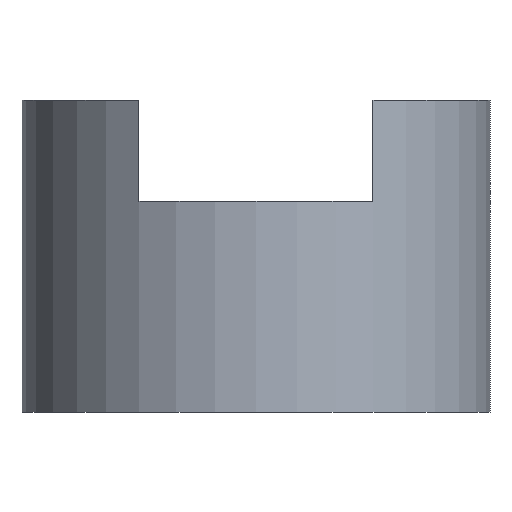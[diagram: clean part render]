
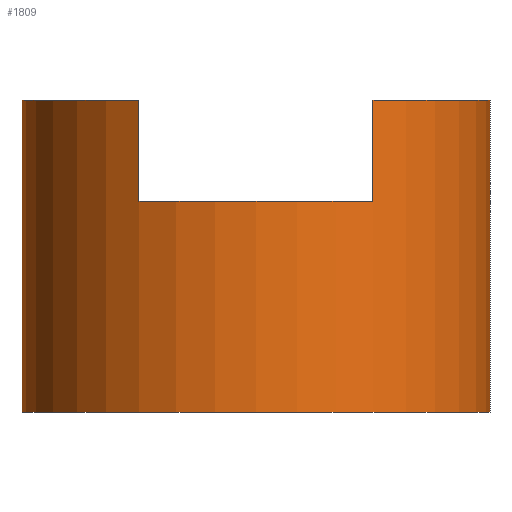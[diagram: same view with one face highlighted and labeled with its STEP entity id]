
A CAD part, front view. The second image highlights one B-rep face of the part: STEP entity #1809.
In plain terms, the highlighted cylindrical face has radius 7.5 mm (diameter 15 mm), a partial arc.
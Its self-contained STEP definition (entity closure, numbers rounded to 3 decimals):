
#33 = DIRECTION ( 'NONE',  ( 0., 0., -1. ) ) ;
#72 = LINE ( 'NONE', #4034, #3604 ) ;
#117 = ORIENTED_EDGE ( 'NONE', *, *, #1602, .F. ) ;
#186 = DIRECTION ( 'NONE',  ( 1., 0., 0. ) ) ;
#233 = AXIS2_PLACEMENT_3D ( 'NONE', #4060, #3699, #3653 ) ;
#348 = ORIENTED_EDGE ( 'NONE', *, *, #3125, .F. ) ;
#356 = VERTEX_POINT ( 'NONE', #2560 ) ;
#389 = DIRECTION ( 'NONE',  ( 0., 0., -1. ) ) ;
#483 = FACE_OUTER_BOUND ( 'NONE', #1951, .T. ) ;
#541 = CARTESIAN_POINT ( 'NONE',  ( 0., 0., 5. ) ) ;
#563 = AXIS2_PLACEMENT_3D ( 'NONE', #541, #1855, #3236 ) ;
#780 = VECTOR ( 'NONE', #389, 1000. ) ;
#792 = CARTESIAN_POINT ( 'NONE',  ( -3.75, -6.495, 5. ) ) ;
#833 = VECTOR ( 'NONE', #3394, 1000. ) ;
#881 = CARTESIAN_POINT ( 'NONE',  ( 0., 0., 5. ) ) ;
#1011 = EDGE_CURVE ( 'NONE', #2520, #3480, #2402, .T. ) ;
#1139 = ORIENTED_EDGE ( 'NONE', *, *, #3989, .F. ) ;
#1221 = ORIENTED_EDGE ( 'NONE', *, *, #2101, .T. ) ;
#1286 = CARTESIAN_POINT ( 'NONE',  ( 7.5, 0., 5. ) ) ;
#1424 = CARTESIAN_POINT ( 'NONE',  ( -3.75, -6.495, 1.75 ) ) ;
#1596 = EDGE_CURVE ( 'NONE', #1657, #2879, #2890, .T. ) ;
#1602 = EDGE_CURVE ( 'NONE', #1917, #3480, #1805, .T. ) ;
#1657 = VERTEX_POINT ( 'NONE', #2731 ) ;
#1685 = LINE ( 'NONE', #3004, #780 ) ;
#1694 = ORIENTED_EDGE ( 'NONE', *, *, #1596, .F. ) ;
#1805 = CIRCLE ( 'NONE', #563, 7.5 ) ;
#1809 = ADVANCED_FACE ( 'NONE', ( #483 ), #2838, .T. ) ;
#1820 = AXIS2_PLACEMENT_3D ( 'NONE', #1834, #2499, #186 ) ;
#1834 = CARTESIAN_POINT ( 'NONE',  ( 0., 0., 1.75 ) ) ;
#1855 = DIRECTION ( 'NONE',  ( 0., 0., 1. ) ) ;
#1861 = ORIENTED_EDGE ( 'NONE', *, *, #2940, .T. ) ;
#1917 = VERTEX_POINT ( 'NONE', #2277 ) ;
#1943 = DIRECTION ( 'NONE',  ( 0., 0., -1. ) ) ;
#1951 = EDGE_LOOP ( 'NONE', ( #1694, #1139, #1861, #348, #2832, #117, #2666, #1221 ) ) ;
#1955 = CIRCLE ( 'NONE', #1820, 7.5 ) ;
#1985 = CARTESIAN_POINT ( 'NONE',  ( 7.5, 0., -5. ) ) ;
#2101 = EDGE_CURVE ( 'NONE', #3172, #2879, #3953, .T. ) ;
#2149 = VERTEX_POINT ( 'NONE', #3012 ) ;
#2151 = CARTESIAN_POINT ( 'NONE',  ( 0., 0., 5. ) ) ;
#2165 = CIRCLE ( 'NONE', #2432, 7.5 ) ;
#2207 = DIRECTION ( 'NONE',  ( 1., 0., 0. ) ) ;
#2277 = CARTESIAN_POINT ( 'NONE',  ( -7.5, 0., 5. ) ) ;
#2402 = LINE ( 'NONE', #3718, #833 ) ;
#2432 = AXIS2_PLACEMENT_3D ( 'NONE', #881, #2829, #2207 ) ;
#2492 = DIRECTION ( 'NONE',  ( -1., 0., 0. ) ) ;
#2499 = DIRECTION ( 'NONE',  ( 0., 0., 1. ) ) ;
#2520 = VERTEX_POINT ( 'NONE', #1424 ) ;
#2560 = CARTESIAN_POINT ( 'NONE',  ( 3.75, -6.495, 5. ) ) ;
#2666 = ORIENTED_EDGE ( 'NONE', *, *, #2938, .T. ) ;
#2731 = CARTESIAN_POINT ( 'NONE',  ( 7.5, 0., 5. ) ) ;
#2829 = DIRECTION ( 'NONE',  ( 0., 0., 1. ) ) ;
#2832 = ORIENTED_EDGE ( 'NONE', *, *, #1011, .T. ) ;
#2838 = CYLINDRICAL_SURFACE ( 'NONE', #3117, 7.5 ) ;
#2879 = VERTEX_POINT ( 'NONE', #1985 ) ;
#2890 = LINE ( 'NONE', #1286, #3663 ) ;
#2938 = EDGE_CURVE ( 'NONE', #1917, #3172, #1685, .T. ) ;
#2940 = EDGE_CURVE ( 'NONE', #356, #2149, #72, .T. ) ;
#3004 = CARTESIAN_POINT ( 'NONE',  ( -7.5, 0., 5. ) ) ;
#3012 = CARTESIAN_POINT ( 'NONE',  ( 3.75, -6.495, 1.75 ) ) ;
#3117 = AXIS2_PLACEMENT_3D ( 'NONE', #2151, #4174, #2492 ) ;
#3125 = EDGE_CURVE ( 'NONE', #2520, #2149, #1955, .T. ) ;
#3172 = VERTEX_POINT ( 'NONE', #4244 ) ;
#3236 = DIRECTION ( 'NONE',  ( 1., 0., 0. ) ) ;
#3394 = DIRECTION ( 'NONE',  ( 0., 0., 1. ) ) ;
#3480 = VERTEX_POINT ( 'NONE', #792 ) ;
#3604 = VECTOR ( 'NONE', #33, 1000. ) ;
#3653 = DIRECTION ( 'NONE',  ( 1., 0., 0. ) ) ;
#3663 = VECTOR ( 'NONE', #1943, 1000. ) ;
#3699 = DIRECTION ( 'NONE',  ( 0., 0., 1. ) ) ;
#3718 = CARTESIAN_POINT ( 'NONE',  ( -3.75, -6.495, 5. ) ) ;
#3953 = CIRCLE ( 'NONE', #233, 7.5 ) ;
#3989 = EDGE_CURVE ( 'NONE', #356, #1657, #2165, .T. ) ;
#4034 = CARTESIAN_POINT ( 'NONE',  ( 3.75, -6.495, 5. ) ) ;
#4060 = CARTESIAN_POINT ( 'NONE',  ( 0., 0., -5. ) ) ;
#4174 = DIRECTION ( 'NONE',  ( 0., 0., -1. ) ) ;
#4244 = CARTESIAN_POINT ( 'NONE',  ( -7.5, 0., -5. ) ) ;
